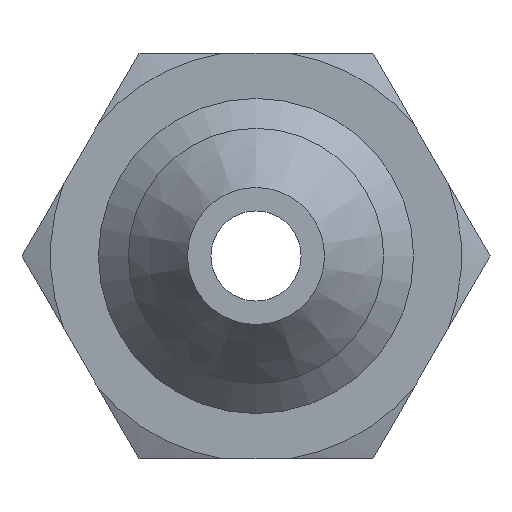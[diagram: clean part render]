
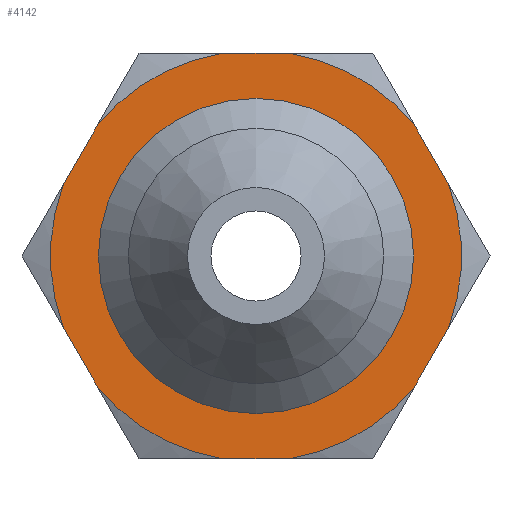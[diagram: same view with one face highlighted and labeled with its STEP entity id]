
A CAD part, left-side view. The second image highlights one B-rep face of the part: STEP entity #4142.
In plain terms, the highlighted planar face has unit normal (-1, 0, 0).
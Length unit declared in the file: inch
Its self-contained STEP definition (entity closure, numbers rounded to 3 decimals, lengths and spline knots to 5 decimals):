
#2949=CARTESIAN_POINT('',(0.0,-0.04758,0.281));
#2950=VERTEX_POINT('',#2949);
#3020=CARTESIAN_POINT('',(0.0,0.04758,0.281));
#3021=VERTEX_POINT('',#3020);
#3035=CARTESIAN_POINT('',(0.0,-0.04758,0.281));
#3036=DIRECTION('',(0.0,1.0,0.0));
#3037=VECTOR('',#3036,0.09516);
#3038=LINE('',#3035,#3037);
#3039=EDGE_CURVE('',#2950,#3021,#3038,.T.);
#3426=CARTESIAN_POINT('',(0.0,0.,0.1805));
#3427=VERTEX_POINT('',#3426);
#3428=CARTESIAN_POINT('',(0.0,0.,0.));
#3429=DIRECTION('',(-1.0,0.0,0.0));
#3430=DIRECTION('',(0.0,0.0,-1.0));
#3431=AXIS2_PLACEMENT_3D('',#3428,#3429,#3430);
#3432=CIRCLE('',#3431,0.1805);
#3433=EDGE_CURVE('',#3427,#3427,#3432,.T.);
#3445=CARTESIAN_POINT('',(0.0,0.21956,-0.18171));
#3446=VERTEX_POINT('',#3445);
#3460=CARTESIAN_POINT('',(0.0,0.04758,-0.281));
#3461=VERTEX_POINT('',#3460);
#3475=CARTESIAN_POINT('',(0.0,0.0,0.0));
#3476=DIRECTION('',(-1.0,0.0,0.0));
#3477=DIRECTION('',(0.0,1.0,0.0));
#3478=AXIS2_PLACEMENT_3D('',#3475,#3476,#3477);
#3479=CIRCLE('',#3478,0.285);
#3480=EDGE_CURVE('',#3446,#3461,#3479,.T.);
#3490=CARTESIAN_POINT('',(0.0,0.26714,-0.09929));
#3491=VERTEX_POINT('',#3490);
#3507=CARTESIAN_POINT('',(0.0,0.26714,0.09929));
#3508=VERTEX_POINT('',#3507);
#3509=CARTESIAN_POINT('',(0.0,0.0,0.0));
#3510=DIRECTION('',(-1.0,0.0,0.0));
#3511=DIRECTION('',(0.0,1.0,0.0));
#3512=AXIS2_PLACEMENT_3D('',#3509,#3510,#3511);
#3513=CIRCLE('',#3512,0.285);
#3514=EDGE_CURVE('',#3508,#3491,#3513,.T.);
#3537=CARTESIAN_POINT('',(0.0,0.21956,0.18171));
#3538=VERTEX_POINT('',#3537);
#3552=CARTESIAN_POINT('',(0.0,0.0,0.0));
#3553=DIRECTION('',(-1.0,0.0,0.0));
#3554=DIRECTION('',(0.0,1.0,0.0));
#3555=AXIS2_PLACEMENT_3D('',#3552,#3553,#3554);
#3556=CIRCLE('',#3555,0.285);
#3557=EDGE_CURVE('',#3021,#3538,#3556,.T.);
#3569=CARTESIAN_POINT('',(0.0,-0.21956,0.18171));
#3570=VERTEX_POINT('',#3569);
#3571=CARTESIAN_POINT('',(0.0,0.0,0.0));
#3572=DIRECTION('',(-1.0,0.0,0.0));
#3573=DIRECTION('',(0.0,1.0,0.0));
#3574=AXIS2_PLACEMENT_3D('',#3571,#3572,#3573);
#3575=CIRCLE('',#3574,0.285);
#3576=EDGE_CURVE('',#3570,#2950,#3575,.T.);
#3599=CARTESIAN_POINT('',(0.0,-0.26714,0.09929));
#3600=VERTEX_POINT('',#3599);
#3616=CARTESIAN_POINT('',(0.0,-0.26714,-0.09929));
#3617=VERTEX_POINT('',#3616);
#3618=CARTESIAN_POINT('',(0.0,0.0,0.0));
#3619=DIRECTION('',(-1.0,0.0,0.0));
#3620=DIRECTION('',(0.0,1.0,0.0));
#3621=AXIS2_PLACEMENT_3D('',#3618,#3619,#3620);
#3622=CIRCLE('',#3621,0.285);
#3623=EDGE_CURVE('',#3617,#3600,#3622,.T.);
#3646=CARTESIAN_POINT('',(0.0,-0.21956,-0.18171));
#3647=VERTEX_POINT('',#3646);
#3663=CARTESIAN_POINT('',(0.0,-0.04758,-0.281));
#3664=VERTEX_POINT('',#3663);
#3665=CARTESIAN_POINT('',(0.0,0.0,0.0));
#3666=DIRECTION('',(-1.0,0.0,0.0));
#3667=DIRECTION('',(0.0,1.0,0.0));
#3668=AXIS2_PLACEMENT_3D('',#3665,#3666,#3667);
#3669=CIRCLE('',#3668,0.285);
#3670=EDGE_CURVE('',#3664,#3647,#3669,.T.);
#3965=CARTESIAN_POINT('',(0.0,-0.21956,-0.18171));
#3966=DIRECTION('',(0.0,-0.5,0.866));
#3967=VECTOR('',#3966,0.09516);
#3968=LINE('',#3965,#3967);
#3969=EDGE_CURVE('',#3647,#3617,#3968,.T.);
#3991=CARTESIAN_POINT('',(0.0,-0.26714,0.09929));
#3992=DIRECTION('',(0.0,0.5,0.866));
#3993=VECTOR('',#3992,0.09516);
#3994=LINE('',#3991,#3993);
#3995=EDGE_CURVE('',#3600,#3570,#3994,.T.);
#4064=CARTESIAN_POINT('',(0.0,0.21956,0.18171));
#4065=DIRECTION('',(0.0,0.5,-0.866));
#4066=VECTOR('',#4065,0.09516);
#4067=LINE('',#4064,#4066);
#4068=EDGE_CURVE('',#3538,#3508,#4067,.T.);
#4079=CARTESIAN_POINT('',(0.0,0.04758,-0.281));
#4080=DIRECTION('',(0.0,-1.0,0.0));
#4081=VECTOR('',#4080,0.09516);
#4082=LINE('',#4079,#4081);
#4083=EDGE_CURVE('',#3461,#3664,#4082,.T.);
#4105=CARTESIAN_POINT('',(0.0,0.26714,-0.09929));
#4106=DIRECTION('',(0.0,-0.5,-0.866));
#4107=VECTOR('',#4106,0.09516);
#4108=LINE('',#4105,#4107);
#4109=EDGE_CURVE('',#3491,#3446,#4108,.T.);
#4120=CARTESIAN_POINT('',(0.0,0.,0.));
#4121=DIRECTION('',(1.0,0.0,0.0));
#4122=DIRECTION('',(0.0,0.0,-1.0));
#4123=AXIS2_PLACEMENT_3D('',#4120,#4121,#4122);
#4124=PLANE('',#4123);
#4125=ORIENTED_EDGE('',*,*,#3670,.T.);
#4126=ORIENTED_EDGE('',*,*,#3969,.T.);
#4127=ORIENTED_EDGE('',*,*,#3623,.T.);
#4128=ORIENTED_EDGE('',*,*,#3995,.T.);
#4129=ORIENTED_EDGE('',*,*,#3576,.T.);
#4130=ORIENTED_EDGE('',*,*,#3039,.T.);
#4131=ORIENTED_EDGE('',*,*,#3557,.T.);
#4132=ORIENTED_EDGE('',*,*,#4068,.T.);
#4133=ORIENTED_EDGE('',*,*,#3514,.T.);
#4134=ORIENTED_EDGE('',*,*,#4109,.T.);
#4135=ORIENTED_EDGE('',*,*,#3480,.T.);
#4136=ORIENTED_EDGE('',*,*,#4083,.T.);
#4137=EDGE_LOOP('',(#4125,#4126,#4127,#4128,#4129,#4130,#4131,#4132,#4133,#4134,#4135,#4136));
#4138=FACE_OUTER_BOUND('',#4137,.T.);
#4139=ORIENTED_EDGE('',*,*,#3433,.F.);
#4140=EDGE_LOOP('',(#4139));
#4141=FACE_BOUND('',#4140,.T.);
#4142=ADVANCED_FACE('',(#4138,#4141),#4124,.F.);
